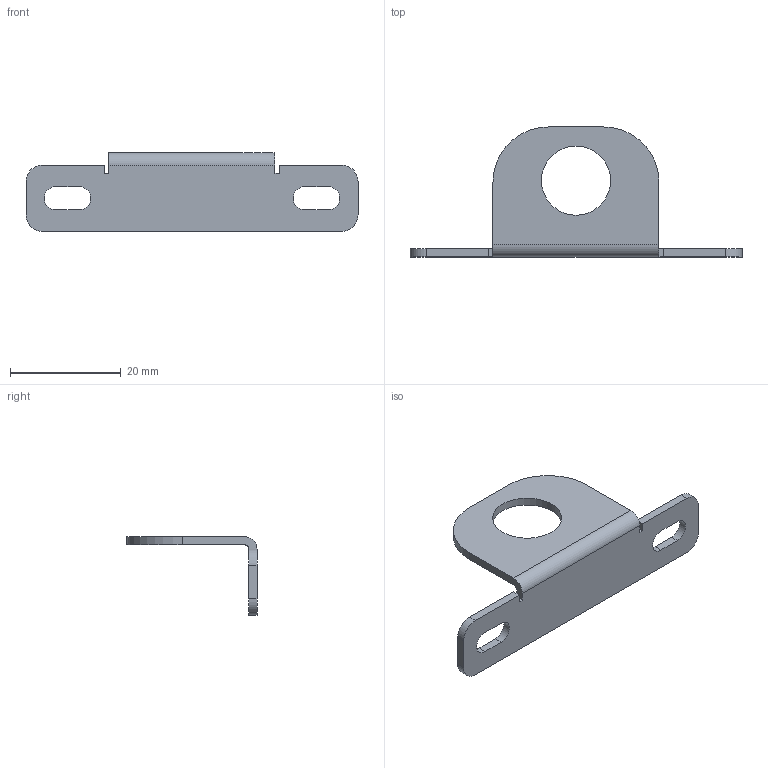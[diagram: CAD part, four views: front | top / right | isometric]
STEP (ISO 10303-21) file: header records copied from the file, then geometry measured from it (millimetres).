
FILE_DESCRIPTION(('HOOPS Exchange Step'),'2;1');
FILE_NAME('export-86E0A11B-F2E8-4E56-B9CF-770D6E562DFC.stp','2021-05-19T14:28:48+02:00',('Engineering'),('Alibre'),'HOOPS Exchange 2020.1','Alibre','Unknown authorisation');
FILE_SCHEMA( ('AP242_MANAGED_MODEL_BASED_3D_ENGINEERING_MIM_LF {1 0 10303 442 1 1 4 }') );
Length unit declared in the file: millimetre
Products named in the file (1): 1483 DamenCNC Angle Bracket for M12 sensors
Bounding box: 60 x 23.5 x 14.25 mm (x, y, z)
Volume: 1784.4 mm3; surface area: 2778.1 mm2
Topology: 1 solids, 1 shells, 35 faces, 101 edges, 68 vertices
Faces by surface type: plane 20, cylinder 15
Full cylindrical faces by diameter (mm): 12.5 x1
Entity records: 1205 total; most frequent: DIRECTION 207, CARTESIAN_POINT 206, ORIENTED_EDGE 202, EDGE_CURVE 101, AXIS2_PLACEMENT_3D 69, VECTOR 69, LINE 69, VERTEX_POINT 68
